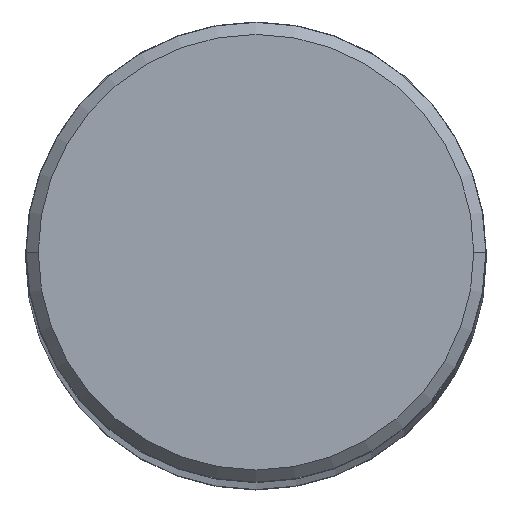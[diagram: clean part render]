
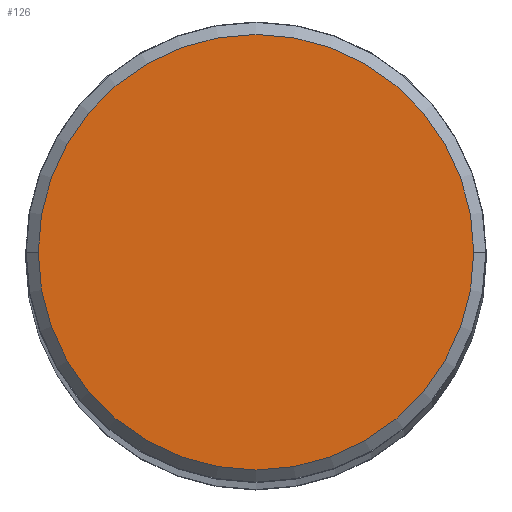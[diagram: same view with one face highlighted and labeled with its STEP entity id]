
A CAD part, top view. The second image highlights one B-rep face of the part: STEP entity #126.
In plain terms, the highlighted planar face has unit normal (0, 0, 1).
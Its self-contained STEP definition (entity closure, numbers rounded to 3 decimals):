
#43=PLANE('',#1155);
#126=ADVANCED_FACE('',(#193),#43,.F.);
#193=FACE_OUTER_BOUND('',#253,.T.);
#253=EDGE_LOOP('',(#399,#400));
#399=ORIENTED_EDGE('',*,*,#677,.T.);
#400=ORIENTED_EDGE('',*,*,#678,.T.);
#577=VERTEX_POINT('',#1835);
#578=VERTEX_POINT('',#1836);
#677=EDGE_CURVE('',#577,#578,#810,.T.);
#678=EDGE_CURVE('',#578,#577,#811,.T.);
#810=CIRCLE('',#1153,18.011);
#811=CIRCLE('',#1154,18.011);
#1153=AXIS2_PLACEMENT_3D('',#1834,#1440,#1441);
#1154=AXIS2_PLACEMENT_3D('',#1837,#1442,#1443);
#1155=AXIS2_PLACEMENT_3D('',#1838,#1444,#1445);
#1440=DIRECTION('',(0.,0.,1.));
#1441=DIRECTION('',(-1.,0.,0.));
#1442=DIRECTION('',(0.,0.,1.));
#1443=DIRECTION('',(1.,0.,0.));
#1444=DIRECTION('',(0.,0.,-1.));
#1445=DIRECTION('',(1.,0.,0.));
#1834=CARTESIAN_POINT('',(0.,0.,0.));
#1835=CARTESIAN_POINT('',(-18.011,0.,0.));
#1836=CARTESIAN_POINT('',(18.011,0.,0.));
#1837=CARTESIAN_POINT('',(0.,0.,0.));
#1838=CARTESIAN_POINT('',(0.,0.,0.));
